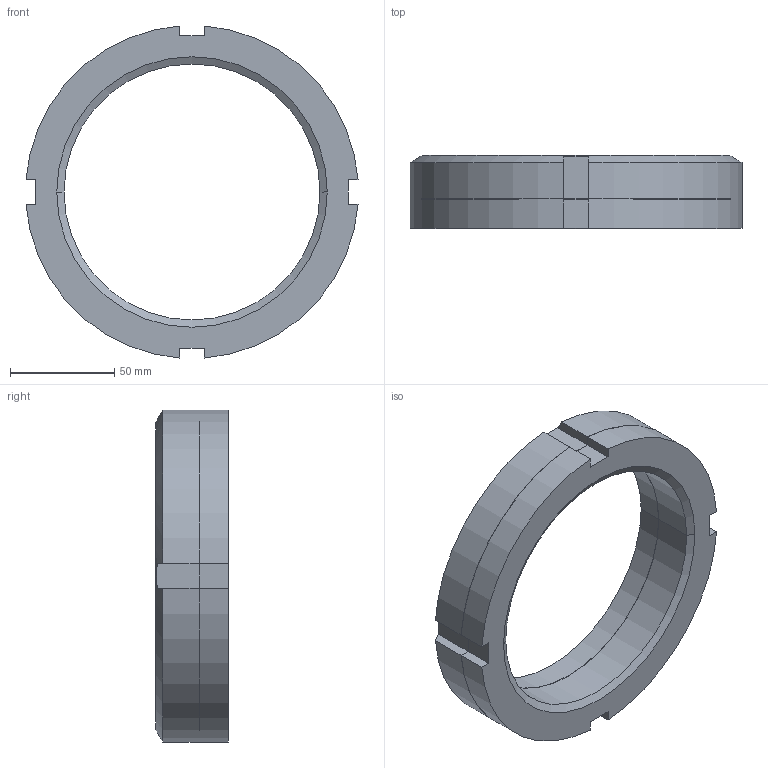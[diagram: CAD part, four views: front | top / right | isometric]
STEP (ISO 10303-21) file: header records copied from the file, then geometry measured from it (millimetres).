
FILE_DESCRIPTION((''),'2;1');
FILE_NAME('1RSTD1254____0','2019-10-29T15:23:36',('kim.bk'),(''),'CREO PARAMETRIC BY PTC INC, 2019010','CREO PARAMETRIC BY PTC INC, 2019010','');
FILE_SCHEMA(('CONFIG_CONTROL_DESIGN'));
Length unit declared in the file: millimetre
Products named in the file (1): 1RSTD1254____0
Bounding box: 159.55 x 35 x 159.55 mm (x, y, z)
Volume: 271302.2 mm3; surface area: 66654.5 mm2
Topology: 2 solids, 2 shells, 390 faces, 1097 edges, 730 vertices
Faces by surface type: plane 368, cylinder 12, cone 10
Entity records: 12415 total; most frequent: CARTESIAN_POINT 2269, ORIENTED_EDGE 2194, DIRECTION 1901, EDGE_CURVE 1097, VECTOR 1045, LINE 1045, VERTEX_POINT 730, AXIS2_PLACEMENT_3D 428
